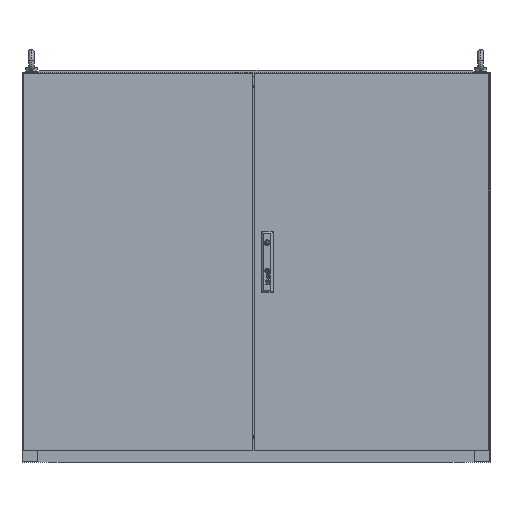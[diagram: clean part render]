
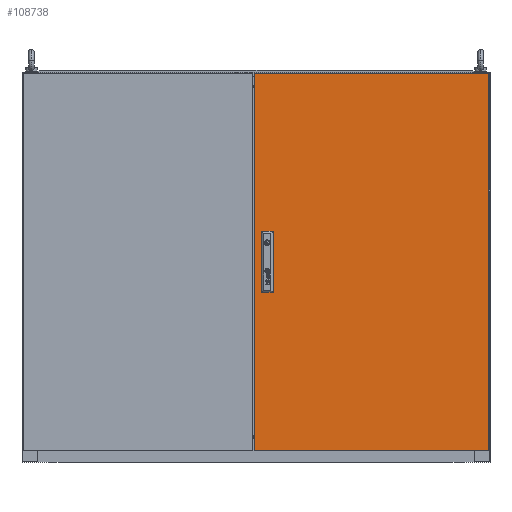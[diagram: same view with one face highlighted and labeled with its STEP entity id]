
A CAD part, top view. The second image highlights one B-rep face of the part: STEP entity #108738.
In plain terms, the highlighted planar face has unit normal (0, 0, 1).
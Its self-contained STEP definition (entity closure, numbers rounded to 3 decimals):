
#632 = CARTESIAN_POINT ( 'NONE',  ( 597., 497., 0. ) ) ;
#1782 = DIRECTION ( 'NONE',  ( 0., 1., 0. ) ) ;
#2918 = VERTEX_POINT ( 'NONE', #115849 ) ;
#3452 = DIRECTION ( 'NONE',  ( 0., -1., 0. ) ) ;
#5118 = LINE ( 'NONE', #108836, #167554 ) ;
#7062 = EDGE_LOOP ( 'NONE', ( #27004, #85587, #144840, #108401 ) ) ;
#8341 = CARTESIAN_POINT ( 'NONE',  ( 41.5, 38.5, 0. ) ) ;
#8827 = VERTEX_POINT ( 'NONE', #116929 ) ;
#11215 = LINE ( 'NONE', #23125, #30880 ) ;
#11511 = VERTEX_POINT ( 'NONE', #123276 ) ;
#12717 = VERTEX_POINT ( 'NONE', #37509 ) ;
#18588 = VECTOR ( 'NONE', #1782, 1000. ) ;
#20392 = EDGE_CURVE ( 'NONE', #146605, #8827, #59411, .T. ) ;
#20437 = CARTESIAN_POINT ( 'NONE',  ( 597., -470., 0. ) ) ;
#23125 = CARTESIAN_POINT ( 'NONE',  ( -3., 497., 0. ) ) ;
#26761 = VECTOR ( 'NONE', #107203, 1000. ) ;
#27004 = ORIENTED_EDGE ( 'NONE', *, *, #131637, .T. ) ;
#27565 = EDGE_LOOP ( 'NONE', ( #50004, #147763, #110822, #96238 ) ) ;
#27722 = DIRECTION ( 'NONE',  ( 1., 0., 0. ) ) ;
#28831 = CARTESIAN_POINT ( 'NONE',  ( 41.5, 38.5, 0. ) ) ;
#30880 = VECTOR ( 'NONE', #115797, 1000. ) ;
#31990 = DIRECTION ( 'NONE',  ( 1., 0., 0. ) ) ;
#31994 = VERTEX_POINT ( 'NONE', #75448 ) ;
#35459 = VERTEX_POINT ( 'NONE', #158346 ) ;
#37509 = CARTESIAN_POINT ( 'NONE',  ( 16.5, 88.5, 0. ) ) ;
#39857 = LINE ( 'NONE', #28831, #107820 ) ;
#40865 = VECTOR ( 'NONE', #85438, 1000. ) ;
#41653 = CARTESIAN_POINT ( 'NONE',  ( -3., 497., 0. ) ) ;
#43317 = LINE ( 'NONE', #41653, #161212 ) ;
#43632 = VERTEX_POINT ( 'NONE', #20437 ) ;
#43711 = VECTOR ( 'NONE', #103577, 1000. ) ;
#43896 = VERTEX_POINT ( 'NONE', #146085 ) ;
#44733 = FACE_BOUND ( 'NONE', #27565, .T. ) ;
#46559 = CARTESIAN_POINT ( 'NONE',  ( 41.5, 88.5, 0. ) ) ;
#47241 = FACE_BOUND ( 'NONE', #92187, .T. ) ;
#50004 = ORIENTED_EDGE ( 'NONE', *, *, #65693, .F. ) ;
#50716 = EDGE_CURVE ( 'NONE', #43632, #35459, #89175, .T. ) ;
#52836 = VECTOR ( 'NONE', #84160, 1000. ) ;
#54090 = DIRECTION ( 'NONE',  ( 1., 0., 0. ) ) ;
#57176 = EDGE_CURVE ( 'NONE', #2918, #43632, #101177, .T. ) ;
#59411 = LINE ( 'NONE', #8341, #90440 ) ;
#65693 = EDGE_CURVE ( 'NONE', #89477, #43896, #99806, .T. ) ;
#68168 = EDGE_CURVE ( 'NONE', #11511, #72514, #91961, .T. ) ;
#69454 = CARTESIAN_POINT ( 'NONE',  ( 41.5, -61.5, 0. ) ) ;
#71762 = VECTOR ( 'NONE', #27722, 1000. ) ;
#72514 = VERTEX_POINT ( 'NONE', #97558 ) ;
#73086 = CARTESIAN_POINT ( 'NONE',  ( 16.5, -11.5, 0. ) ) ;
#75448 = CARTESIAN_POINT ( 'NONE',  ( 41.5, 88.5, 0. ) ) ;
#75999 = ORIENTED_EDGE ( 'NONE', *, *, #101987, .F. ) ;
#81332 = CARTESIAN_POINT ( 'NONE',  ( 16.5, 38.5, 0. ) ) ;
#83056 = EDGE_CURVE ( 'NONE', #35459, #168161, #11215, .T. ) ;
#84160 = DIRECTION ( 'NONE',  ( -1., 0., 0. ) ) ;
#84600 = EDGE_CURVE ( 'NONE', #31994, #12717, #84996, .T. ) ;
#84996 = LINE ( 'NONE', #46559, #52836 ) ;
#85438 = DIRECTION ( 'NONE',  ( 0., -1., 0. ) ) ;
#85562 = CARTESIAN_POINT ( 'NONE',  ( -3., 497., 0. ) ) ;
#85587 = ORIENTED_EDGE ( 'NONE', *, *, #57176, .T. ) ;
#87162 = EDGE_CURVE ( 'NONE', #12717, #146605, #147926, .T. ) ;
#89175 = LINE ( 'NONE', #632, #43711 ) ;
#89477 = VERTEX_POINT ( 'NONE', #73086 ) ;
#90440 = VECTOR ( 'NONE', #163856, 1000. ) ;
#91961 = LINE ( 'NONE', #119936, #18588 ) ;
#92187 = EDGE_LOOP ( 'NONE', ( #164386, #149270, #75999, #104662 ) ) ;
#96167 = CARTESIAN_POINT ( 'NONE',  ( 16.5, 38.5, 0. ) ) ;
#96238 = ORIENTED_EDGE ( 'NONE', *, *, #129481, .F. ) ;
#96699 = PLANE ( 'NONE',  #146217 ) ;
#97558 = CARTESIAN_POINT ( 'NONE',  ( 41.5, -11.5, 0. ) ) ;
#99806 = LINE ( 'NONE', #163445, #40865 ) ;
#101177 = LINE ( 'NONE', #144157, #71762 ) ;
#101987 = EDGE_CURVE ( 'NONE', #8827, #31994, #39857, .T. ) ;
#103577 = DIRECTION ( 'NONE',  ( 0., 1., 0. ) ) ;
#104662 = ORIENTED_EDGE ( 'NONE', *, *, #20392, .F. ) ;
#107203 = DIRECTION ( 'NONE',  ( 0., -1., 0. ) ) ;
#107820 = VECTOR ( 'NONE', #146933, 1000. ) ;
#108401 = ORIENTED_EDGE ( 'NONE', *, *, #83056, .T. ) ;
#108738 = ADVANCED_FACE ( 'NONE', ( #47241, #44733, #149309 ), #96699, .T. ) ;
#108836 = CARTESIAN_POINT ( 'NONE',  ( 41.5, -11.5, 0. ) ) ;
#110822 = ORIENTED_EDGE ( 'NONE', *, *, #68168, .F. ) ;
#115797 = DIRECTION ( 'NONE',  ( -1., 0., 0. ) ) ;
#115849 = CARTESIAN_POINT ( 'NONE',  ( -3., -470., 0. ) ) ;
#116929 = CARTESIAN_POINT ( 'NONE',  ( 41.5, 38.5, 0. ) ) ;
#119936 = CARTESIAN_POINT ( 'NONE',  ( 41.5, -61.5, 0. ) ) ;
#123276 = CARTESIAN_POINT ( 'NONE',  ( 41.5, -61.5, 0. ) ) ;
#129481 = EDGE_CURVE ( 'NONE', #43896, #11511, #132264, .T. ) ;
#131637 = EDGE_CURVE ( 'NONE', #168161, #2918, #43317, .T. ) ;
#132264 = LINE ( 'NONE', #69454, #163021 ) ;
#141412 = EDGE_CURVE ( 'NONE', #72514, #89477, #5118, .T. ) ;
#144157 = CARTESIAN_POINT ( 'NONE',  ( -3., -470., 0. ) ) ;
#144840 = ORIENTED_EDGE ( 'NONE', *, *, #50716, .T. ) ;
#145384 = DIRECTION ( 'NONE',  ( -1., 0., 0. ) ) ;
#146085 = CARTESIAN_POINT ( 'NONE',  ( 16.5, -61.5, 0. ) ) ;
#146217 = AXIS2_PLACEMENT_3D ( 'NONE', #148457, #163688, #31990 ) ;
#146605 = VERTEX_POINT ( 'NONE', #81332 ) ;
#146933 = DIRECTION ( 'NONE',  ( 0., 1., 0. ) ) ;
#147763 = ORIENTED_EDGE ( 'NONE', *, *, #141412, .F. ) ;
#147926 = LINE ( 'NONE', #96167, #26761 ) ;
#148457 = CARTESIAN_POINT ( 'NONE',  ( 0., 0., 0. ) ) ;
#149270 = ORIENTED_EDGE ( 'NONE', *, *, #84600, .F. ) ;
#149309 = FACE_OUTER_BOUND ( 'NONE', #7062, .T. ) ;
#158346 = CARTESIAN_POINT ( 'NONE',  ( 597., 497., 0. ) ) ;
#161212 = VECTOR ( 'NONE', #3452, 1000. ) ;
#163021 = VECTOR ( 'NONE', #54090, 1000. ) ;
#163445 = CARTESIAN_POINT ( 'NONE',  ( 16.5, -61.5, 0. ) ) ;
#163688 = DIRECTION ( 'NONE',  ( 0., 0., 1. ) ) ;
#163856 = DIRECTION ( 'NONE',  ( 1., 0., 0. ) ) ;
#164386 = ORIENTED_EDGE ( 'NONE', *, *, #87162, .F. ) ;
#167554 = VECTOR ( 'NONE', #145384, 1000. ) ;
#168161 = VERTEX_POINT ( 'NONE', #85562 ) ;
